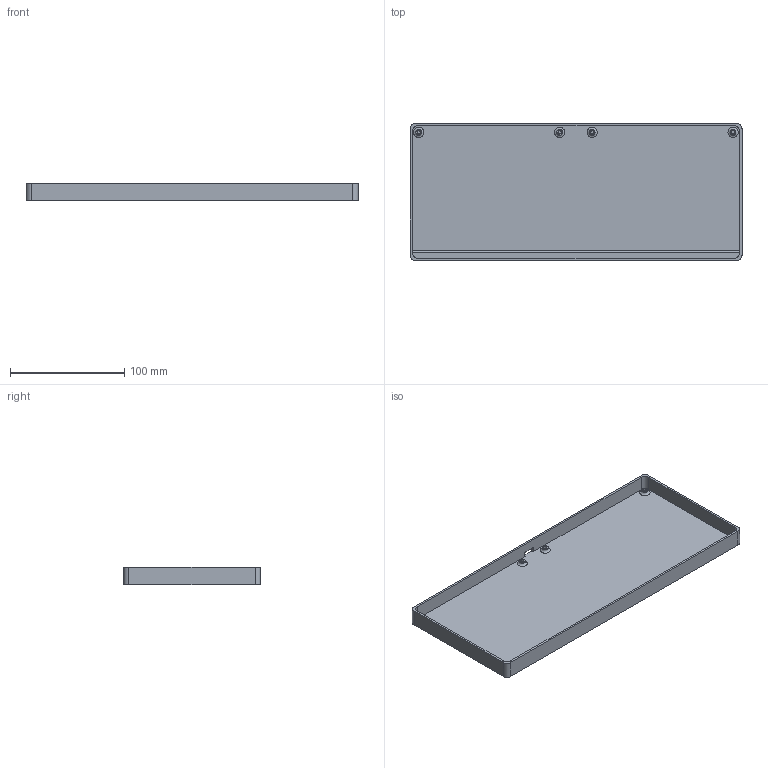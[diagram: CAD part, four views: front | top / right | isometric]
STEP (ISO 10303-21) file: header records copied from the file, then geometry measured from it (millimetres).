
FILE_DESCRIPTION(/* description */ (''),/* implementation_level */ '2;1');
FILE_NAME(/* name */ 'Case v7.step',/* time_stamp */ '2023-12-10T23:39:02-05:00',/* author */ (''),/* organization */ (''),/* preprocessor_version */ 'ST-DEVELOPER v20',/* originating_system */ 'Autodesk Translation Framework v12.14.0.127',/* authorisation */ '');
FILE_SCHEMA (('AUTOMOTIVE_DESIGN { 1 0 10303 214 3 1 1 }'));
Length unit declared in the file: millimetre
Products named in the file (1): Case
Bounding box: 291 x 120 x 15 mm (x, y, z)
Volume: 95605.1 mm3; surface area: 92330.7 mm2
Topology: 1 solids, 1 shells, 49 faces, 117 edges, 78 vertices
Faces by surface type: plane 24, cylinder 21, torus 4
Full cylindrical faces by diameter (mm): 3 x4, 5 x4
Entity records: 1482 total; most frequent: DIRECTION 271, CARTESIAN_POINT 245, ORIENTED_EDGE 234, EDGE_CURVE 117, AXIS2_PLACEMENT_3D 104, VERTEX_POINT 78, LINE 63, VECTOR 63
